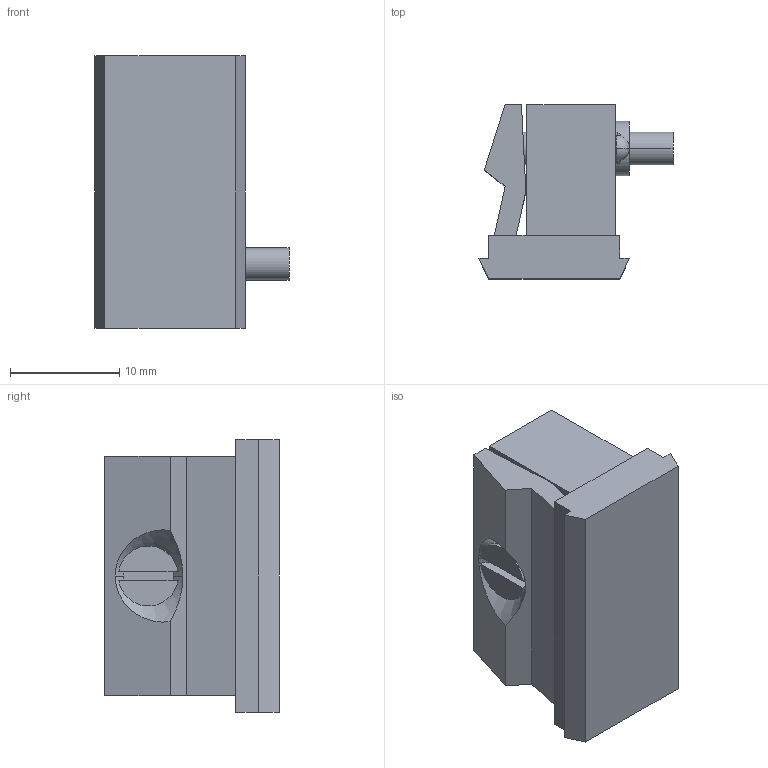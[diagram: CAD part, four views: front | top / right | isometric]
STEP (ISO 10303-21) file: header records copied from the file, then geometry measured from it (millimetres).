
FILE_DESCRIPTION(('STEP AP203'),'1');
FILE_NAME('detecteur_shw2.stp','2018-10-24T20:21:55',('TraceParts'),('TraceParts S.A.'),'Spatial InterOp 3D',' ',' ');
FILE_SCHEMA(('CONFIG_CONTROL_DESIGN'));
Length unit declared in the file: millimetre
Products named in the file (1): 1
Bounding box: 17.8 x 16 x 25 mm (x, y, z)
Volume: 4043.2 mm3; surface area: 2355.2 mm2
Topology: 1 solids, 1 shells, 49 faces, 123 edges, 78 vertices
Faces by surface type: plane 31, cylinder 12, cone 4, sphere 2
Entity records: 1476 total; most frequent: CARTESIAN_POINT 259, DIRECTION 246, ORIENTED_EDGE 238, EDGE_CURVE 119, AXIS2_PLACEMENT_3D 83, LINE 80, VECTOR 80, VERTEX_POINT 78
